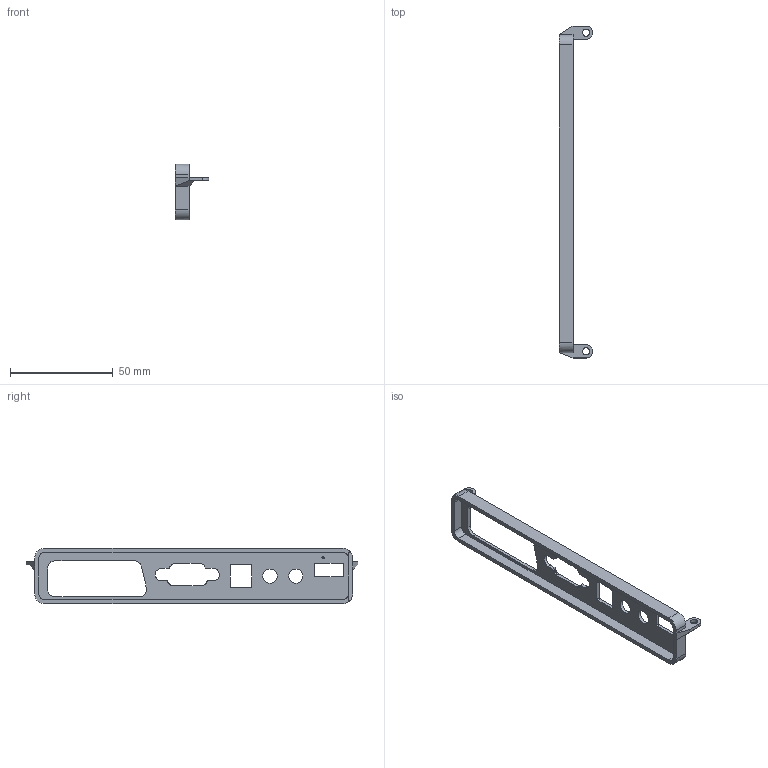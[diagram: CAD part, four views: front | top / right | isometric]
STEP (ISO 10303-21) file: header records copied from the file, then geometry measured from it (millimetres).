
FILE_DESCRIPTION(/* description */ (''),/* implementation_level */ '2;1');
FILE_NAME(/* name */ 'XM v1.2 - PLASTIC - SCART side support.step',/* time_stamp */ '2023-04-12T03:59:09+02:00',/* author */ (''),/* organization */ (''),/* preprocessor_version */ 'ST-DEVELOPER v19.2',/* originating_system */ 'Autodesk Translation Framework v12.4.0.73',/* authorisation */ '');
FILE_SCHEMA (('AUTOMOTIVE_DESIGN { 1 0 10303 214 3 1 1 }'));
Length unit declared in the file: millimetre
Products named in the file (4): XM v1.2D - COMBO; ENCLOSURE; SIDES; XM v1.2 - PLASTIC - SCART side support v1
Assembly tree (3 placements, depth 4):
  XM v1.2D - COMBO
    ENCLOSURE
      SIDES
        XM v1.2 - PLASTIC - SCART side support v1
Bounding box: 16.42 x 161.5 x 27 mm (x, y, z)
Volume: 8304 mm3; surface area: 10595 mm2
Topology: 1 solids, 1 shells, 140 faces, 408 edges, 270 vertices
Faces by surface type: plane 104, cylinder 36
Full cylindrical faces by diameter (mm): 3.5 x2, 7 x2
Entity records: 4769 total; most frequent: CARTESIAN_POINT 843, ORIENTED_EDGE 816, DIRECTION 769, EDGE_CURVE 408, LINE 333, VECTOR 333, VERTEX_POINT 270, AXIS2_PLACEMENT_3D 218
